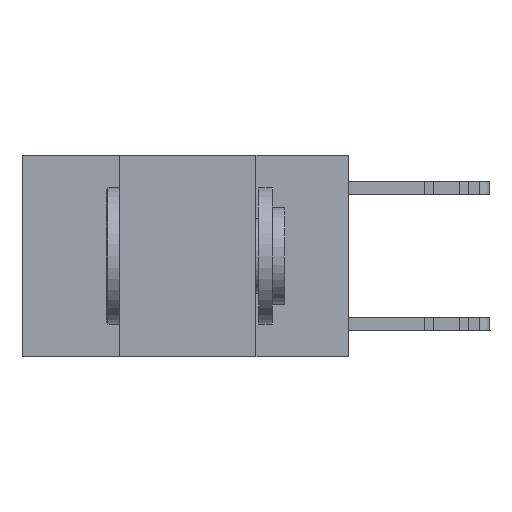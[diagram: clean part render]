
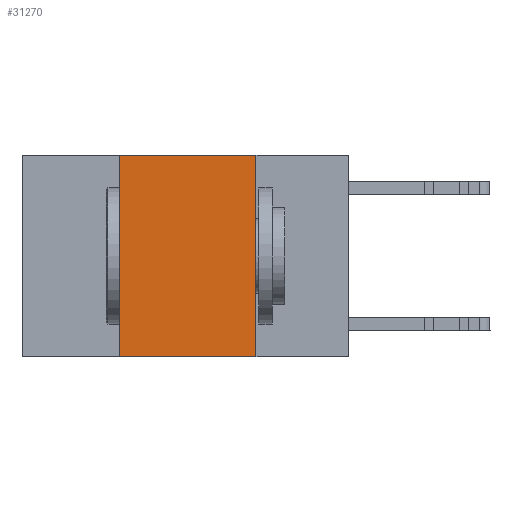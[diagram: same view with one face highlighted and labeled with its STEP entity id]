
A CAD part, left-side view. The second image highlights one B-rep face of the part: STEP entity #31270.
In plain terms, the highlighted planar face has unit normal (-1, 0, 0).
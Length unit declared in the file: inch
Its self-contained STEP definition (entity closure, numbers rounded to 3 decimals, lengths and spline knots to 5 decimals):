
#132 = VERTEX_POINT ( 'NONE', #1075 ) ;
#249 = PLANE ( 'NONE',  #24042 ) ;
#1075 = CARTESIAN_POINT ( 'NONE',  ( 0., 0.42, -0.37 ) ) ;
#2483 = ORIENTED_EDGE ( 'NONE', *, *, #18825, .F. ) ;
#2926 = VERTEX_POINT ( 'NONE', #13367 ) ;
#3753 = EDGE_CURVE ( 'NONE', #2926, #19433, #22460, .T. ) ;
#4016 = VECTOR ( 'NONE', #24234, 39.37008 ) ;
#4316 = LINE ( 'NONE', #4812, #4016 ) ;
#4487 = EDGE_LOOP ( 'NONE', ( #2483, #11758, #12500, #21762 ) ) ;
#4812 = CARTESIAN_POINT ( 'NONE',  ( 0., 0.17, 0. ) ) ;
#4981 = DIRECTION ( 'NONE',  ( 1., 0., 0. ) ) ;
#5421 = VECTOR ( 'NONE', #14338, 39.37008 ) ;
#5868 = CARTESIAN_POINT ( 'NONE',  ( 0., 0.17, -0.37 ) ) ;
#8294 = LINE ( 'NONE', #28194, #21205 ) ;
#9841 = VERTEX_POINT ( 'NONE', #5868 ) ;
#11758 = ORIENTED_EDGE ( 'NONE', *, *, #3753, .F. ) ;
#12500 = ORIENTED_EDGE ( 'NONE', *, *, #13476, .F. ) ;
#13367 = CARTESIAN_POINT ( 'NONE',  ( 0., 0.42, 0. ) ) ;
#13476 = EDGE_CURVE ( 'NONE', #132, #2926, #22180, .T. ) ;
#14338 = DIRECTION ( 'NONE',  ( 0., 0., 1. ) ) ;
#14502 = CARTESIAN_POINT ( 'NONE',  ( 0., 0.42, 0. ) ) ;
#18098 = EDGE_CURVE ( 'NONE', #132, #9841, #8294, .T. ) ;
#18825 = EDGE_CURVE ( 'NONE', #19433, #9841, #4316, .T. ) ;
#19433 = VERTEX_POINT ( 'NONE', #19958 ) ;
#19695 = DIRECTION ( 'NONE',  ( 0., -1., 0. ) ) ;
#19958 = CARTESIAN_POINT ( 'NONE',  ( 0., 0.17, 0. ) ) ;
#20011 = DIRECTION ( 'NONE',  ( 0., 0., -1. ) ) ;
#20101 = VECTOR ( 'NONE', #19695, 39.37008 ) ;
#21205 = VECTOR ( 'NONE', #22526, 39.37008 ) ;
#21762 = ORIENTED_EDGE ( 'NONE', *, *, #18098, .T. ) ;
#22180 = LINE ( 'NONE', #14502, #5421 ) ;
#22460 = LINE ( 'NONE', #32060, #20101 ) ;
#22526 = DIRECTION ( 'NONE',  ( 0., -1., 0. ) ) ;
#24042 = AXIS2_PLACEMENT_3D ( 'NONE', #24730, #4981, #20011 ) ;
#24234 = DIRECTION ( 'NONE',  ( 0., 0., -1. ) ) ;
#24730 = CARTESIAN_POINT ( 'NONE',  ( 0., 0.6, 0. ) ) ;
#25049 = FACE_OUTER_BOUND ( 'NONE', #4487, .T. ) ;
#28194 = CARTESIAN_POINT ( 'NONE',  ( 0., 0.6, -0.37 ) ) ;
#31270 = ADVANCED_FACE ( 'NONE', ( #25049 ), #249, .F. ) ;
#32060 = CARTESIAN_POINT ( 'NONE',  ( 0., 0.6, 0. ) ) ;
